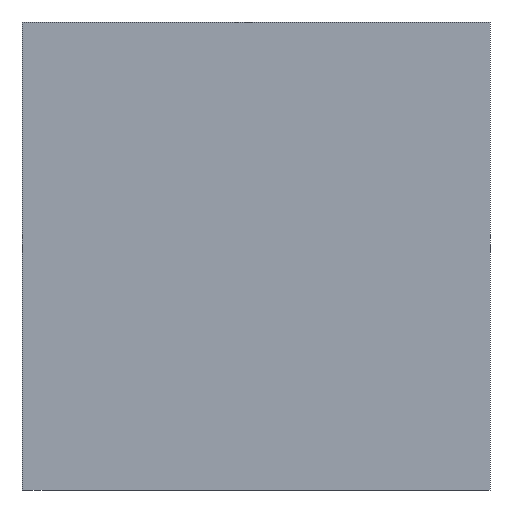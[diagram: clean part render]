
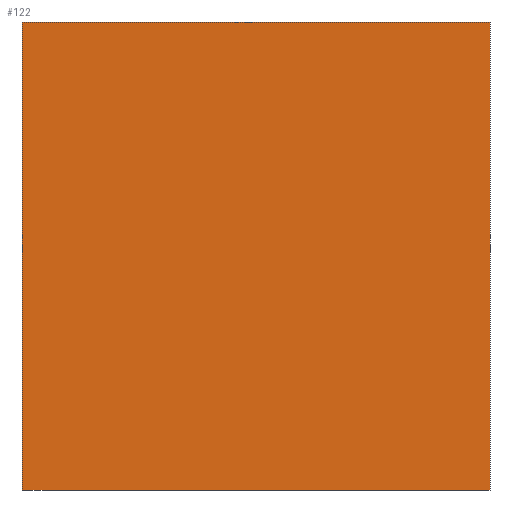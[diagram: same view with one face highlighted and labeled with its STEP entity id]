
A CAD part, left-side view. The second image highlights one B-rep face of the part: STEP entity #122.
In plain terms, the highlighted planar face has unit normal (-1, 0, 0).
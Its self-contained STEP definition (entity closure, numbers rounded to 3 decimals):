
#17=PLANE('',#145);
#24=FACE_OUTER_BOUND('',#31,.T.);
#31=EDGE_LOOP('',(#101,#102,#103,#104));
#38=LINE('',#196,#51);
#42=LINE('',#203,#55);
#43=LINE('',#206,#56);
#44=LINE('',#207,#57);
#51=VECTOR('',#162,10.);
#55=VECTOR('',#168,10.);
#56=VECTOR('',#171,10.);
#57=VECTOR('',#172,10.);
#67=VERTEX_POINT('',#193);
#68=VERTEX_POINT('',#195);
#70=VERTEX_POINT('',#201);
#71=VERTEX_POINT('',#205);
#78=EDGE_CURVE('',#67,#68,#38,.T.);
#82=EDGE_CURVE('',#70,#67,#42,.T.);
#83=EDGE_CURVE('',#71,#70,#43,.T.);
#84=EDGE_CURVE('',#71,#68,#44,.T.);
#101=ORIENTED_EDGE('',*,*,#83,.F.);
#102=ORIENTED_EDGE('',*,*,#84,.T.);
#103=ORIENTED_EDGE('',*,*,#78,.F.);
#104=ORIENTED_EDGE('',*,*,#82,.F.);
#122=ADVANCED_FACE('',(#24),#17,.T.);
#145=AXIS2_PLACEMENT_3D('',#204,#169,#170);
#162=DIRECTION('',(0.,0.,1.));
#168=DIRECTION('',(0.,1.,0.));
#169=DIRECTION('center_axis',(-1.,0.,0.));
#170=DIRECTION('ref_axis',(0.,0.,1.));
#171=DIRECTION('',(0.,0.,-1.));
#172=DIRECTION('',(0.,1.,0.));
#193=CARTESIAN_POINT('',(-50.,100.,-50.));
#195=CARTESIAN_POINT('',(-50.,100.,50.));
#196=CARTESIAN_POINT('',(-50.,100.,50.));
#201=CARTESIAN_POINT('',(-50.,0.,-50.));
#203=CARTESIAN_POINT('',(-50.,0.,-50.));
#204=CARTESIAN_POINT('Origin',(-50.,0.,-50.));
#205=CARTESIAN_POINT('',(-50.,0.,50.));
#206=CARTESIAN_POINT('',(-50.,0.,50.));
#207=CARTESIAN_POINT('',(-50.,0.,50.));
